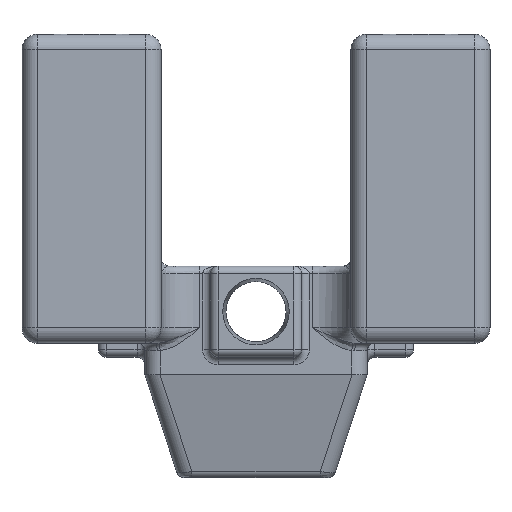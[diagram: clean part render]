
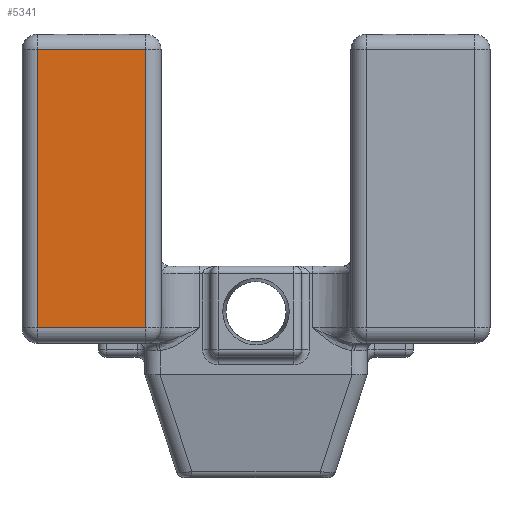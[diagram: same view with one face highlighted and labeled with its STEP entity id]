
A CAD part, front view. The second image highlights one B-rep face of the part: STEP entity #5341.
In plain terms, the highlighted planar face has unit normal (0, -1, 0).
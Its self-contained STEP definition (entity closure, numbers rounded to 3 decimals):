
#195=PLANE('',#5964);
#530=LINE('',#9839,#875);
#531=LINE('',#9841,#876);
#532=LINE('',#9843,#877);
#533=LINE('',#9844,#878);
#875=VECTOR('',#7414,10.);
#876=VECTOR('',#7415,10.);
#877=VECTOR('',#7416,10.);
#878=VECTOR('',#7417,10.);
#1327=FACE_OUTER_BOUND('',#1680,.T.);
#1680=EDGE_LOOP('',(#4523,#4524,#4525,#4526));
#2531=VERTEX_POINT('',#9837);
#2532=VERTEX_POINT('',#9838);
#2533=VERTEX_POINT('',#9840);
#2534=VERTEX_POINT('',#9842);
#3219=EDGE_CURVE('',#2531,#2532,#530,.T.);
#3220=EDGE_CURVE('',#2533,#2531,#531,.T.);
#3221=EDGE_CURVE('',#2534,#2533,#532,.T.);
#3222=EDGE_CURVE('',#2532,#2534,#533,.T.);
#4523=ORIENTED_EDGE('',*,*,#3219,.F.);
#4524=ORIENTED_EDGE('',*,*,#3220,.F.);
#4525=ORIENTED_EDGE('',*,*,#3221,.F.);
#4526=ORIENTED_EDGE('',*,*,#3222,.F.);
#5341=ADVANCED_FACE('',(#1327),#195,.T.);
#5964=AXIS2_PLACEMENT_3D('',#9836,#7412,#7413);
#7412=DIRECTION('center_axis',(0.,-1.,0.));
#7413=DIRECTION('ref_axis',(1.,0.,0.));
#7414=DIRECTION('',(0.,0.,1.));
#7415=DIRECTION('',(-1.,0.,0.));
#7416=DIRECTION('',(0.,0.,-1.));
#7417=DIRECTION('',(1.,0.,0.));
#9836=CARTESIAN_POINT('Origin',(-15.15,-15.15,-16.1));
#9837=CARTESIAN_POINT('',(-14.15,-15.15,-20.1));
#9838=CARTESIAN_POINT('',(-14.15,-15.15,-2.1));
#9839=CARTESIAN_POINT('',(-14.15,-15.15,-16.1));
#9840=CARTESIAN_POINT('',(-7.15,-15.15,-20.1));
#9841=CARTESIAN_POINT('',(-12.9,-15.15,-20.1));
#9842=CARTESIAN_POINT('',(-7.15,-15.15,-2.1));
#9843=CARTESIAN_POINT('',(-7.15,-15.15,-16.1));
#9844=CARTESIAN_POINT('',(-12.9,-15.15,-2.1));
